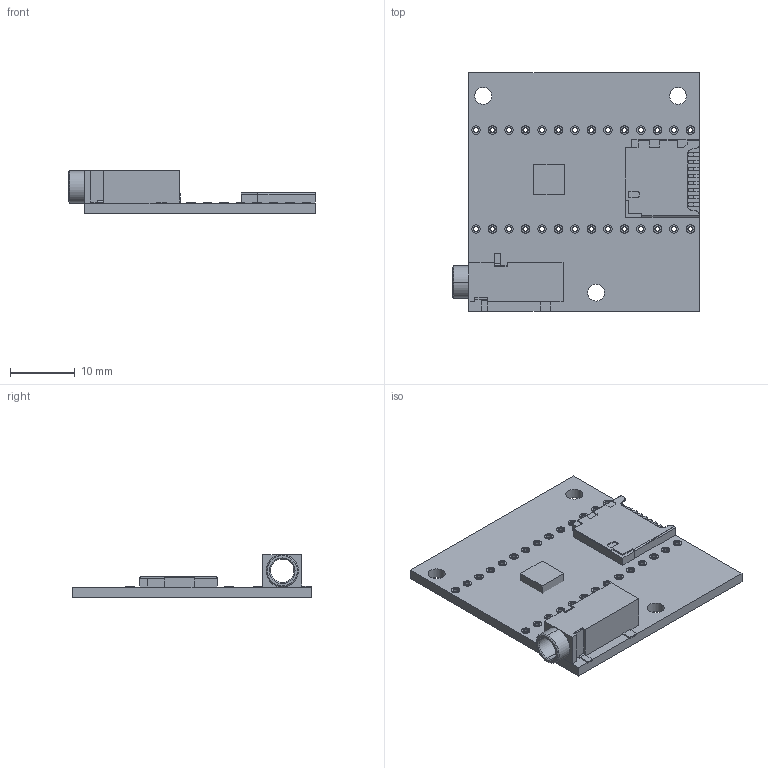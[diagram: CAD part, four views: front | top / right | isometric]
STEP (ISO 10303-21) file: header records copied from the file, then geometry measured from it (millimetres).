
FILE_DESCRIPTION(('FreeCAD Model'),'2;1');
FILE_NAME('Open CASCADE Shape Model','2023-06-04T15:04:16',('Author'),( ''),'Open CASCADE STEP processor 7.6','FreeCAD','Unknown');
FILE_SCHEMA(('AUTOMOTIVE_DESIGN { 1 0 10303 214 1 1 1 1 }'));
Length unit declared in the file: millimetre
Products named in the file (32): TeensyAudioBoard; CUI_DEVICES_SJ-3523-SMT-TR; HR5 DM3D Micro SD Card v4; Base; Pins; Component2; Component047; Component048; Component049; Component050; Component051; Component052; Component053; Case; Cut005; Compound002; Compound003; Cube001; Cut003; Cut006; Cut018; Cut010; Cut016; Cut013; Cut011; Cut012; Cut017; Cut008; Cut015; Cut009; Cut014; Cut007
Assembly tree (31 placements, depth 4):
  TeensyAudioBoard
    CUI_DEVICES_SJ-3523-SMT-TR
    HR5 DM3D Micro SD Card v4
      Base
      Pins
        Component2
        Component047
        Component048
        Component049
        Component050
        Component051
        Component052
        Component053
      Case
    Cut005
    Compound002
    Compound003
    Cube001
    Cut003
    Cut006
    Cut018
    Cut010
    Cut016
    Cut013
    Cut011
    Cut012
    Cut017
    Cut008
    Cut015
    Cut009
    Cut014
    Cut007
Bounding box: 38 x 36.8 x 6.6 mm (x, y, z)
Volume: 2481.1 mm3; surface area: 4340.2 mm2
Topology: 55 solids, 55 shells, 435 faces, 953 edges, 631 vertices
Faces by surface type: plane 275, cylinder 152, cone 4, torus 4
Full cylindrical faces by diameter (mm): 0.7 x28, 0.8 x42, 1.3 x42, 2.6 x3
Entity records: 25769 total; most frequent: CARTESIAN_POINT 4209, DIRECTION 4071, LINE 2235, VECTOR 2235, ORIENTED_EDGE 1906, PCURVE 1906, DEFINITIONAL_REPRESENTATION 1906, EDGE_CURVE 953
